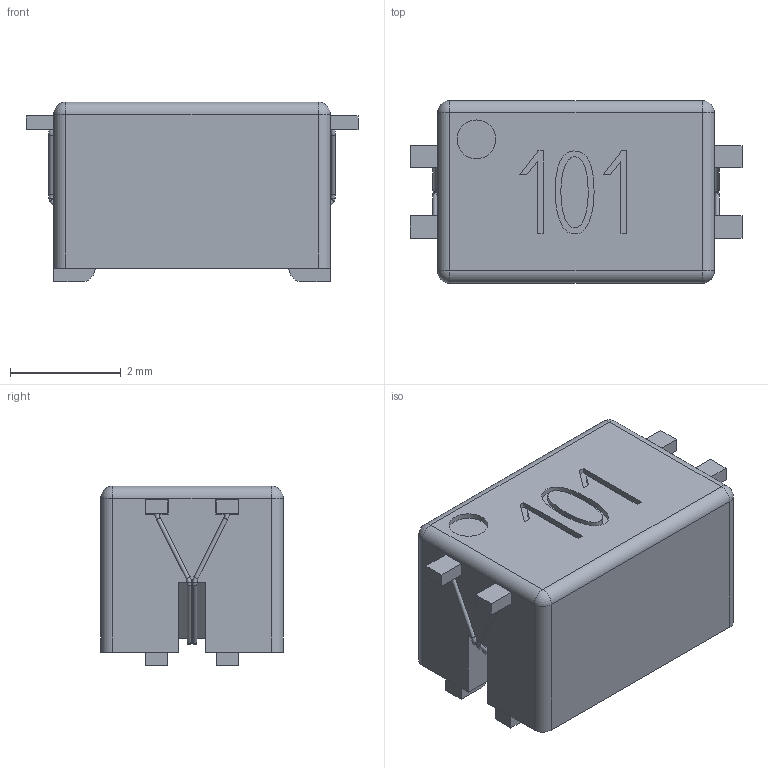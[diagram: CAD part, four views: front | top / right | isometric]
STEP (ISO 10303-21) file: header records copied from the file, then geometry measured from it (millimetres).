
FILE_DESCRIPTION(/* description */ ('Unknown'),/* implementation_level */ '2;1');
FILE_NAME(/* name */ 'L_Wurth_WE-SLM-744242x',/* time_stamp */ '2025-06-05T17:56:20+08:00',/* author */ ('Unknown'),/* organization */ ('Unknown'),/* preprocessor_version */ 'ST-DEVELOPER v19.4',/* originating_system */ 'Solid Edge',/* authorisation */ 'Unknown');
FILE_SCHEMA (('AUTOMOTIVE_DESIGN {1 0 10303 214 3 1 1}'));
Products named in the file (2): L_Wurth_WE-SLM-744242x
Assembly tree (1 placements, depth 2):
  L_Wurth_WE-SLM-744242x
    L_Wurth_WE-SLM-744242x
Bounding box: 6 x 3.3 x 3.25 mm (x, y, z)
Volume: 36.4 mm3; surface area: 216.6 mm2
Topology: 2 solids, 2 shells, 878 faces, 2307 edges, 1344 vertices
Faces by surface type: cylinder 378, torus 236, plane 179, bspline 76, sphere 9
Full cylindrical faces by diameter (mm): 0.08 x16, 0.7 x1
Entity records: 53459 total; most frequent: CARTESIAN_POINT 28222, ORIENTED_EDGE 4474, DIRECTION 3324, EDGE_CURVE 2237, AXIS2_PLACEMENT_3D 1416, VERTEX_POINT 1329, B_SPLINE_CURVE_WITH_KNOTS 1133, EDGE_LOOP 926
